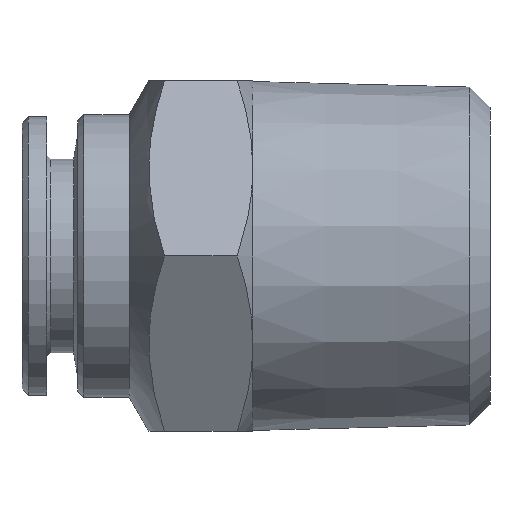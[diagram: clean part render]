
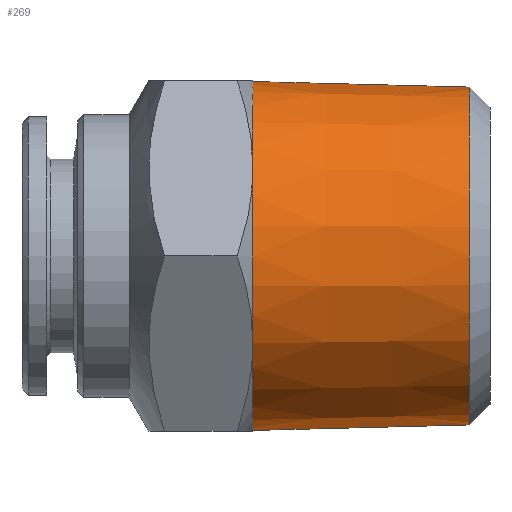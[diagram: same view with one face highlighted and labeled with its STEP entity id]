
A CAD part, left-side view. The second image highlights one B-rep face of the part: STEP entity #269.
In plain terms, the highlighted conical face has half-angle 1.47 degrees and reference radius 8.462 mm.
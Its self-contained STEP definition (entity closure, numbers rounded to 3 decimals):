
#26 = VERTEX_POINT ( 'NONE', #433 ) ;
#34 = EDGE_CURVE ( 'NONE', #133, #26, #491, .T. ) ;
#95 = VERTEX_POINT ( 'NONE', #553 ) ;
#131 = EDGE_CURVE ( 'NONE', #134, #95, #628, .T. ) ;
#133 = VERTEX_POINT ( 'NONE', #654 ) ;
#134 = VERTEX_POINT ( 'NONE', #648 ) ;
#246 = ORIENTED_EDGE ( 'NONE', *, *, #295, .F. ) ;
#248 = ORIENTED_EDGE ( 'NONE', *, *, #34, .T. ) ;
#249 = ORIENTED_EDGE ( 'NONE', *, *, #325, .T. ) ;
#265 = EDGE_LOOP ( 'NONE', ( #326, #246, #248, #249 ) ) ;
#269 = ADVANCED_FACE ( 'NONE', ( #923 ), #921, .T. ) ;
#295 = EDGE_CURVE ( 'NONE', #133, #134, #945, .T. ) ;
#325 = EDGE_CURVE ( 'NONE', #26, #95, #993, .T. ) ;
#326 = ORIENTED_EDGE ( 'NONE', *, *, #131, .F. ) ;
#433 = CARTESIAN_POINT ( 'NONE',  ( 0., 11.5, 8.462 ) ) ;
#474 = VECTOR ( 'NONE', #515, 1000. ) ;
#475 = CARTESIAN_POINT ( 'NONE',  ( 0., 11.5, 8.462 ) ) ;
#491 = LINE ( 'NONE', #475, #474 ) ;
#515 = DIRECTION ( 'NONE',  ( 0., 1., 0.026 ) ) ;
#553 = CARTESIAN_POINT ( 'NONE',  ( 0., 11.5, -8.462 ) ) ;
#626 = DIRECTION ( 'NONE',  ( 0., 1., -0.026 ) ) ;
#627 = CARTESIAN_POINT ( 'NONE',  ( 0., 11.5, -8.462 ) ) ;
#628 = LINE ( 'NONE', #627, #649 ) ;
#648 = CARTESIAN_POINT ( 'NONE',  ( 0., 1., -8.192 ) ) ;
#649 = VECTOR ( 'NONE', #626, 1000. ) ;
#654 = CARTESIAN_POINT ( 'NONE',  ( 0., 1., 8.192 ) ) ;
#883 = CARTESIAN_POINT ( 'NONE',  ( 0., 11.5, 0. ) ) ;
#920 = CARTESIAN_POINT ( 'NONE',  ( 0., 11.5, 0. ) ) ;
#921 = CONICAL_SURFACE ( 'NONE', #922, 8.462, 0.026 ) ;
#922 = AXIS2_PLACEMENT_3D ( 'NONE', #920, #973, #972 ) ;
#923 = FACE_OUTER_BOUND ( 'NONE', #265, .T. ) ;
#941 = DIRECTION ( 'NONE',  ( 0., 0., -1. ) ) ;
#942 = DIRECTION ( 'NONE',  ( 0., -1., 0. ) ) ;
#943 = CARTESIAN_POINT ( 'NONE',  ( 0., 1., 0. ) ) ;
#944 = AXIS2_PLACEMENT_3D ( 'NONE', #943, #942, #941 ) ;
#945 = CIRCLE ( 'NONE', #944, 8.192 ) ;
#972 = DIRECTION ( 'NONE',  ( 0., 0., 1. ) ) ;
#973 = DIRECTION ( 'NONE',  ( 0., 1., 0. ) ) ;
#990 = DIRECTION ( 'NONE',  ( 0., 0., -1. ) ) ;
#991 = DIRECTION ( 'NONE',  ( 0., -1., 0. ) ) ;
#992 = AXIS2_PLACEMENT_3D ( 'NONE', #883, #991, #990 ) ;
#993 = CIRCLE ( 'NONE', #992, 8.462 ) ;
